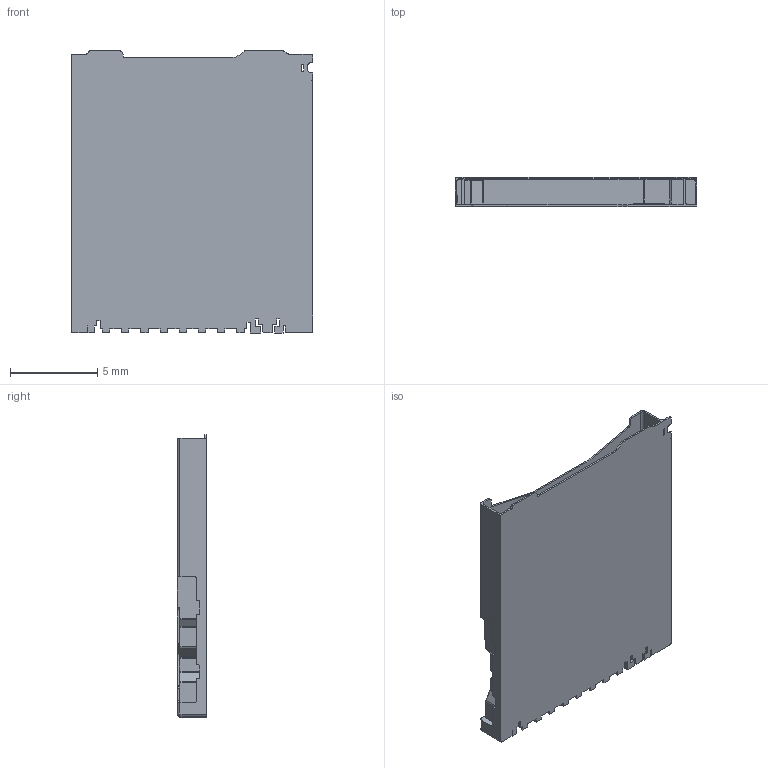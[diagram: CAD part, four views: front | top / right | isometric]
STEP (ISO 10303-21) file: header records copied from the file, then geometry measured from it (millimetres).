
FILE_DESCRIPTION(('FreeCAD Model'),'2;1');
FILE_NAME('Open CASCADE Shape Model','2023-10-21T22:56:48',('Author'),( ''),'Open CASCADE STEP processor 7.6','FreeCAD','Unknown');
FILE_SCHEMA(('AUTOMOTIVE_DESIGN { 1 0 10303 214 1 1 1 1 }'));
Length unit declared in the file: millimetre
Products named in the file (1): DM3AT
Bounding box: 13.85 x 1.68 x 16.15 mm (x, y, z)
Volume: 79.1 mm3; surface area: 930.4 mm2
Topology: 1 solids, 1 shells, 486 faces, 1407 edges, 916 vertices
Faces by surface type: plane 266, cylinder 190, torus 24, sphere 6
Entity records: 36562 total; most frequent: CARTESIAN_POINT 7517, DIRECTION 5369, LINE 3392, VECTOR 3392, ORIENTED_EDGE 2802, PCURVE 2802, DEFINITIONAL_REPRESENTATION 2802, EDGE_CURVE 1401
